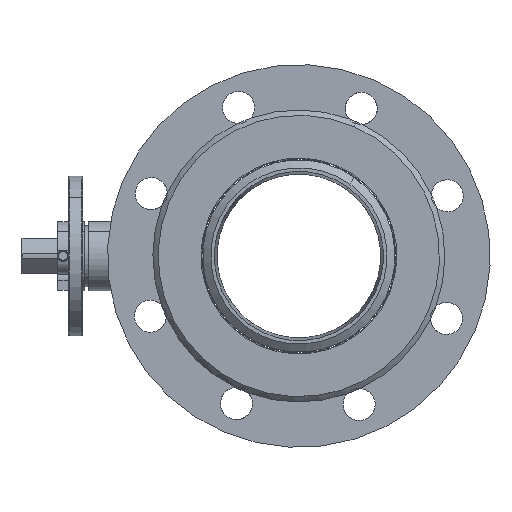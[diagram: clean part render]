
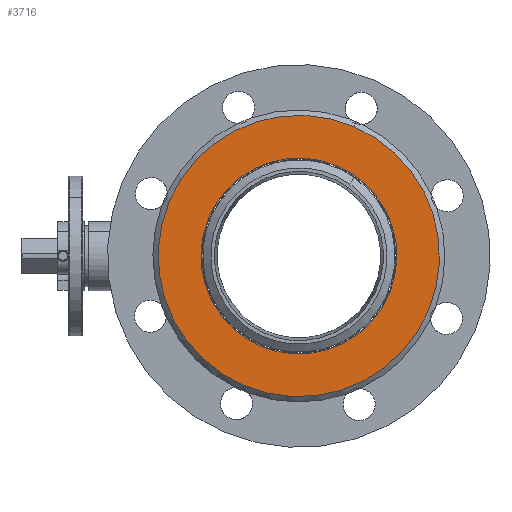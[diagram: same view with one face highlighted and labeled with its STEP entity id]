
A CAD part, left-side view. The second image highlights one B-rep face of the part: STEP entity #3716.
In plain terms, the highlighted face is planar.
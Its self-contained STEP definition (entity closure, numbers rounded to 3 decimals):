
#56 = EDGE_CURVE ( 'NONE', #5516, #1369, #4394, .T. ) ;
#211 = CIRCLE ( 'NONE', #5286, 79. ) ;
#304 = DIRECTION ( 'NONE',  ( 1., 0., 0. ) ) ;
#343 = EDGE_LOOP ( 'NONE', ( #2894, #3851 ) ) ;
#410 = DIRECTION ( 'NONE',  ( 0., 0., 1. ) ) ;
#693 = AXIS2_PLACEMENT_3D ( 'NONE', #3065, #4484, #4456 ) ;
#764 = DIRECTION ( 'NONE',  ( 1., 0., 0. ) ) ;
#800 = AXIS2_PLACEMENT_3D ( 'NONE', #1403, #6296, #304 ) ;
#1054 = CIRCLE ( 'NONE', #6332, 79. ) ;
#1124 = EDGE_CURVE ( 'NONE', #5993, #3085, #1054, .T. ) ;
#1150 = DIRECTION ( 'NONE',  ( 1., 0., 0. ) ) ;
#1369 = VERTEX_POINT ( 'NONE', #4440 ) ;
#1403 = CARTESIAN_POINT ( 'NONE',  ( 0., 0., 26. ) ) ;
#1707 = CARTESIAN_POINT ( 'NONE',  ( 55., 0., 26. ) ) ;
#1712 = CARTESIAN_POINT ( 'NONE',  ( 0., 0., 26. ) ) ;
#2097 = AXIS2_PLACEMENT_3D ( 'NONE', #2950, #2985, #2109 ) ;
#2109 = DIRECTION ( 'NONE',  ( 1., 0., 0. ) ) ;
#2311 = PLANE ( 'NONE',  #800 ) ;
#2413 = EDGE_CURVE ( 'NONE', #3085, #5993, #211, .T. ) ;
#2894 = ORIENTED_EDGE ( 'NONE', *, *, #4117, .F. ) ;
#2950 = CARTESIAN_POINT ( 'NONE',  ( 0., 0., 26. ) ) ;
#2985 = DIRECTION ( 'NONE',  ( 0., 0., 1. ) ) ;
#3065 = CARTESIAN_POINT ( 'NONE',  ( 0., 0., 26. ) ) ;
#3085 = VERTEX_POINT ( 'NONE', #5201 ) ;
#3716 = ADVANCED_FACE ( 'NONE', ( #4344, #5849 ), #2311, .T. ) ;
#3808 = ORIENTED_EDGE ( 'NONE', *, *, #1124, .T. ) ;
#3851 = ORIENTED_EDGE ( 'NONE', *, *, #56, .F. ) ;
#3922 = CIRCLE ( 'NONE', #693, 55. ) ;
#4117 = EDGE_CURVE ( 'NONE', #1369, #5516, #3922, .T. ) ;
#4344 = FACE_OUTER_BOUND ( 'NONE', #4808, .T. ) ;
#4394 = CIRCLE ( 'NONE', #2097, 55. ) ;
#4440 = CARTESIAN_POINT ( 'NONE',  ( -55., 0., 26. ) ) ;
#4456 = DIRECTION ( 'NONE',  ( 1., 0., 0. ) ) ;
#4484 = DIRECTION ( 'NONE',  ( 0., 0., 1. ) ) ;
#4649 = DIRECTION ( 'NONE',  ( 0., 0., 1. ) ) ;
#4808 = EDGE_LOOP ( 'NONE', ( #3808, #6343 ) ) ;
#5201 = CARTESIAN_POINT ( 'NONE',  ( 79., 0., 26. ) ) ;
#5286 = AXIS2_PLACEMENT_3D ( 'NONE', #5306, #410, #764 ) ;
#5306 = CARTESIAN_POINT ( 'NONE',  ( 0., 0., 26. ) ) ;
#5516 = VERTEX_POINT ( 'NONE', #1707 ) ;
#5849 = FACE_BOUND ( 'NONE', #343, .T. ) ;
#5993 = VERTEX_POINT ( 'NONE', #6331 ) ;
#6296 = DIRECTION ( 'NONE',  ( 0., 0., 1. ) ) ;
#6331 = CARTESIAN_POINT ( 'NONE',  ( -79., 0., 26. ) ) ;
#6332 = AXIS2_PLACEMENT_3D ( 'NONE', #1712, #4649, #1150 ) ;
#6343 = ORIENTED_EDGE ( 'NONE', *, *, #2413, .T. ) ;
